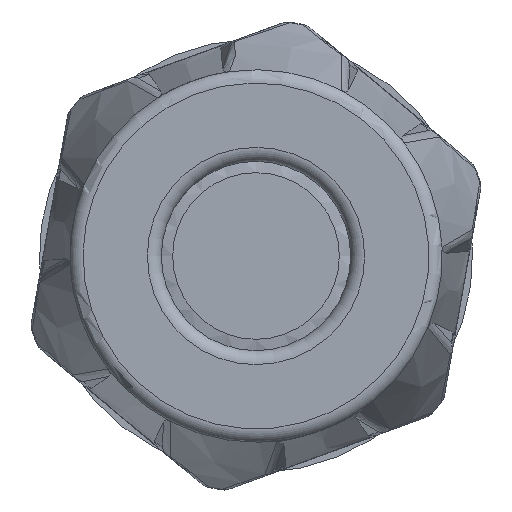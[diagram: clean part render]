
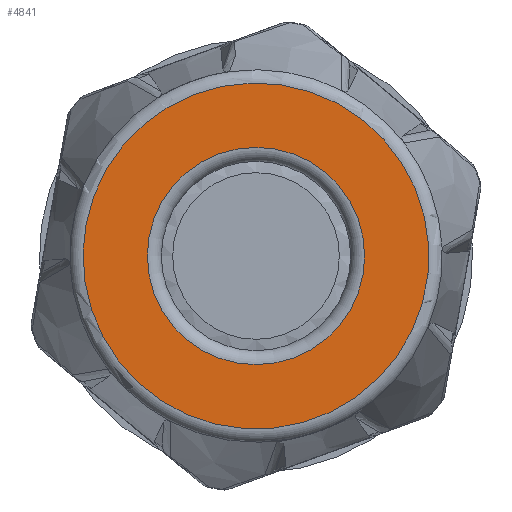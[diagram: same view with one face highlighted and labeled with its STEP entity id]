
A CAD part, left-side view. The second image highlights one B-rep face of the part: STEP entity #4841.
In plain terms, the highlighted planar face has unit normal (-1, 0, 0).
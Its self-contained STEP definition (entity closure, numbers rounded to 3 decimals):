
#313=FACE_BOUND('',#1512,.T.);
#934=PLANE('',#5469);
#1202=FACE_OUTER_BOUND('',#1511,.T.);
#1511=EDGE_LOOP('',(#4507));
#1512=EDGE_LOOP('',(#4508));
#1800=CIRCLE('',#5468,3.885);
#1801=CIRCLE('',#5470,6.185);
#2434=VERTEX_POINT('',#12593);
#2435=VERTEX_POINT('',#12596);
#3134=EDGE_CURVE('',#2434,#2434,#1800,.T.);
#3135=EDGE_CURVE('',#2435,#2435,#1801,.T.);
#4507=ORIENTED_EDGE('',*,*,#3135,.F.);
#4508=ORIENTED_EDGE('',*,*,#3134,.T.);
#4841=ADVANCED_FACE('',(#1202,#313),#934,.T.);
#5468=AXIS2_PLACEMENT_3D('',#12594,#6759,#6760);
#5469=AXIS2_PLACEMENT_3D('',#12595,#6761,#6762);
#5470=AXIS2_PLACEMENT_3D('',#12597,#6763,#6764);
#6759=DIRECTION('center_axis',(1.,0.,0.));
#6760=DIRECTION('ref_axis',(0.,0.,-1.));
#6761=DIRECTION('center_axis',(-1.,0.,0.));
#6762=DIRECTION('ref_axis',(0.,0.,1.));
#6763=DIRECTION('center_axis',(1.,0.,0.));
#6764=DIRECTION('ref_axis',(0.,0.,-1.));
#12593=CARTESIAN_POINT('',(-18.93,3.885,0.));
#12594=CARTESIAN_POINT('Origin',(-18.93,0.,0.));
#12595=CARTESIAN_POINT('Origin',(-18.93,6.185,0.));
#12596=CARTESIAN_POINT('',(-18.93,6.185,0.));
#12597=CARTESIAN_POINT('Origin',(-18.93,0.,0.));
